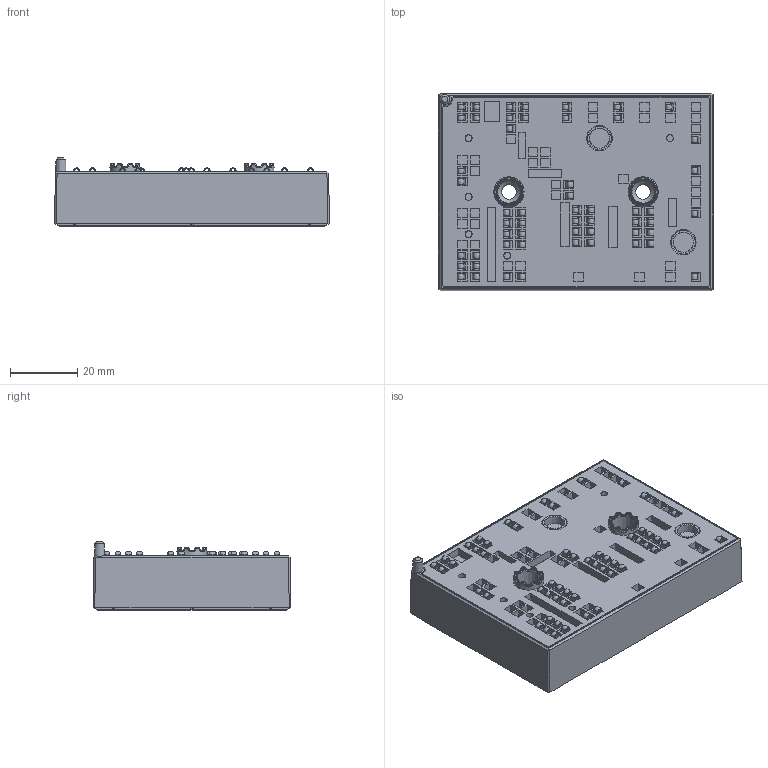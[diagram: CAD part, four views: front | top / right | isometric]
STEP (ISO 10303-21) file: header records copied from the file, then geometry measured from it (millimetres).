
FILE_DESCRIPTION(/* description */ ('Unknown'),/* implementation_level */ '2;1');
FILE_NAME(/* name */ 'MiniSkiiP3-K820(540)-01-OL',/* time_stamp */ '2016-08-10T15:31:04+02:00',/* author */ ('Unknown'),/* organization */ ('Unknown'),/* preprocessor_version */ 'ST-DEVELOPER v16',/* originating_system */ 'DEX',/* authorisation */ $);
FILE_SCHEMA (('AUTOMOTIVE_DESIGN {1 0 10303 214 3 1 1}'));
Products named in the file (1): MiniSkiiP3-K820-01-OL
Bounding box: 81.99 x 58.99 x 20.29 mm (x, y, z)
Volume: 74791.7 mm3; surface area: 20227.3 mm2
Topology: 1 solids, 4 shells, 2171 faces, 5843 edges, 3418 vertices
Faces by surface type: plane 1289, bspline 608, cylinder 165, torus 92, cone 17
Full cylindrical faces by diameter (mm): 3 x2, 5 x3, 5.5 x2, 6.2 x2, 6.8 x2, 7.5 x2
Entity records: 89107 total; most frequent: CARTESIAN_POINT 27001, ORIENTED_EDGE 10706, DIRECTION 7694, EDGE_CURVE 5353, VERTEX_POINT 3394, LINE 3300, VECTOR 3300, EDGE_LOOP 2379
